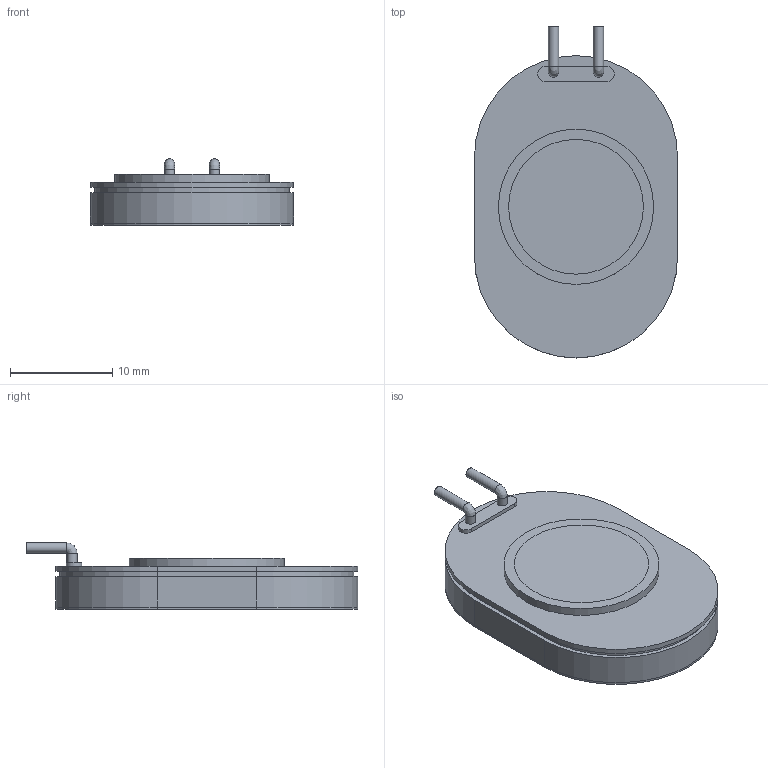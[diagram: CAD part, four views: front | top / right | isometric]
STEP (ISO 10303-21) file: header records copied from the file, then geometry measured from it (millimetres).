
FILE_DESCRIPTION(/* description */ (''),/* implementation_level */ '2;1');
FILE_NAME(/* name */ '3923 Mini Oval Speaker.step',/* time_stamp */ '2018-10-03T21:28:40-04:00',/* author */ ('Adafruit'),/* organization */ (''),/* preprocessor_version */ 'ST-DEVELOPER v17.2',/* originating_system */ 'Autodesk Translation Framework v7.6.0.251',/* authorisation */ '');
FILE_SCHEMA (('AUTOMOTIVE_DESIGN { 1 0 10303 214 3 1 1 }'));
Length unit declared in the file: millimetre
Products named in the file (1): 3923 Mini Oval Speaker
Bounding box: 19.9 x 32.5 x 6.5 mm (x, y, z)
Volume: 2106.1 mm3; surface area: 3878.2 mm2
Topology: 8 solids, 8 shells, 55 faces, 110 edges, 70 vertices
Faces by surface type: plane 31, cylinder 22, bspline 2
Full cylindrical faces by diameter (mm): 1 x6, 13.2 x2, 15.2 x2
Entity records: 1630 total; most frequent: CARTESIAN_POINT 392, DIRECTION 262, ORIENTED_EDGE 212, EDGE_CURVE 106, AXIS2_PLACEMENT_3D 102, VERTEX_POINT 70, EDGE_LOOP 64, LINE 58
